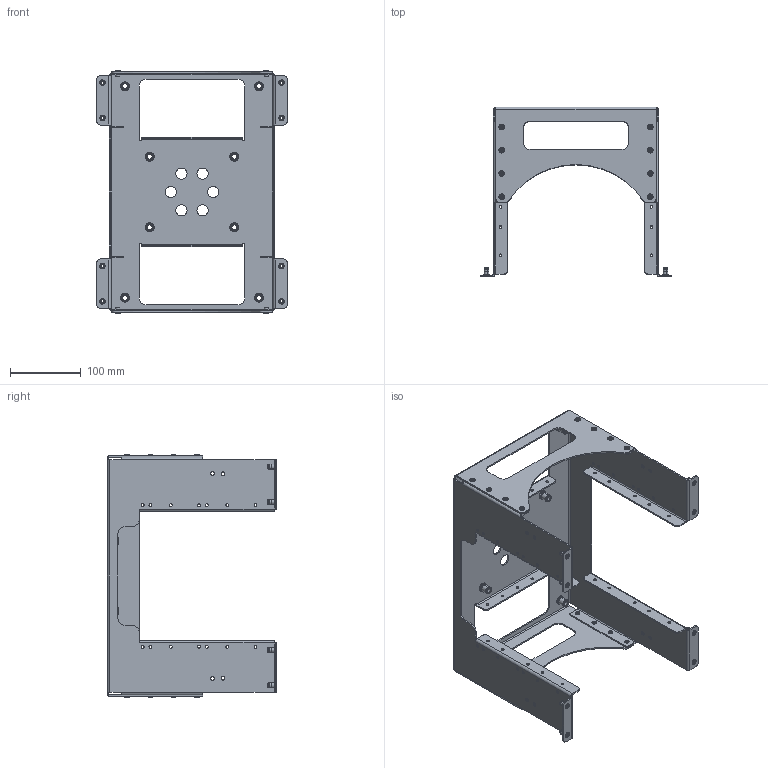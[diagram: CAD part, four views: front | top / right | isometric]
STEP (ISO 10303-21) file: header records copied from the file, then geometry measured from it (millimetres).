
FILE_DESCRIPTION (( 'STEP AP203' ), '1' );
FILE_NAME ('MMP.04.00.00.000 Center bracket assembly.STEP', '2023-02-14T10:15:55', ( '' ), ( '' ), 'SwSTEP 2.0', 'SolidWorks 2017', '' );
FILE_SCHEMA (( 'CONFIG_CONTROL_DESIGN' ));
Length unit declared in the file: millimetre
Products named in the file (5): MMP.04.00.00.001 Center bracket_�� 㬮�砭��; Ãàéêà êëåïàëüíàÿ Ì5_0,5-2 óì. ïîòàé, ñòàëü_ãáâ. ­  2 ¬¬; Ãàéêà êëåïàëüíàÿ Ì8_0,5-2,5 óì. ïîòàé, ñòàëü_ãáâ. ­  2 ¬¬; Çàêë¸ïêà âûòÿæíàÿ 4,0 DIN 7337_­  4,1; MMP.04.00.00.000 Center bracket assembly
Assembly tree (33 placements, depth 2):
  MMP.04.00.00.000 Center bracket assembly
    MMP.04.00.00.001 Center bracket_�� 㬮�砭��
    Ãàéêà êëåïàëüíàÿ Ì8_0,5-2,5 óì. ïîòàé, ñòàëü_ãáâ. ­  2 ¬¬  x8
    Çàêë¸ïêà âûòÿæíàÿ 4,0 DIN 7337_­  4,1  x16
    Ãàéêà êëåïàëüíàÿ Ì5_0,5-2 óì. ïîòàé, ñòàëü_ãáâ. ­  2 ¬¬  x8
Bounding box: 270 x 240 x 343.2 mm (x, y, z)
Volume: 405089.7 mm3; surface area: 429285.4 mm2
Topology: 49 solids, 49 shells, 1309 faces, 2929 edges, 1766 vertices
Faces by surface type: cylinder 573, plane 304, torus 304, cone 128
Entity records: 19550 total; most frequent: DIRECTION 3473, CARTESIAN_POINT 3013, ORIENTED_EDGE 2962, EDGE_CURVE 1481, AXIS2_PLACEMENT_3D 1386, VERTEX_POINT 926, EDGE_LOOP 829, CIRCLE 780
